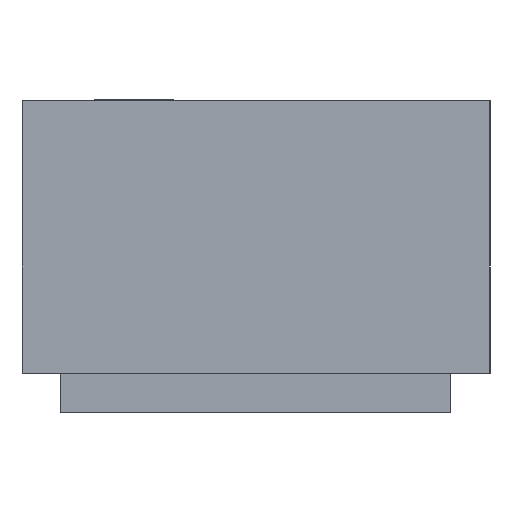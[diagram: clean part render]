
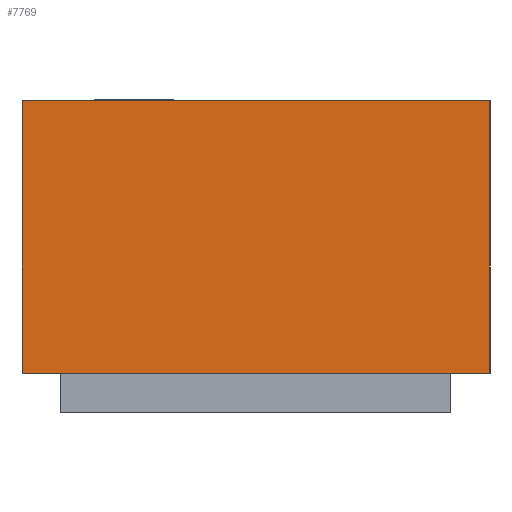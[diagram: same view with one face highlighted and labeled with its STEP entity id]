
A CAD part, left-side view. The second image highlights one B-rep face of the part: STEP entity #7769.
In plain terms, the highlighted planar face has unit normal (-1, 0, 0).
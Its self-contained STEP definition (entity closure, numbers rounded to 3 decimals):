
#396 = FACE_OUTER_BOUND ( 'NONE', #9939, .T. ) ;
#540 = DIRECTION ( 'NONE',  ( 1., 0., 0. ) ) ;
#834 = DIRECTION ( 'NONE',  ( 0., 0., -1. ) ) ;
#1072 = VECTOR ( 'NONE', #834, 1000. ) ;
#1104 = EDGE_CURVE ( 'NONE', #13066, #14383, #5112, .T. ) ;
#1865 = LINE ( 'NONE', #13260, #1072 ) ;
#2491 = DIRECTION ( 'NONE',  ( 0., -1., 0. ) ) ;
#2613 = DIRECTION ( 'NONE',  ( 0., 0., -1. ) ) ;
#3050 = EDGE_CURVE ( 'NONE', #9881, #6827, #1865, .T. ) ;
#3846 = CARTESIAN_POINT ( 'NONE',  ( -0.5, 0.3, 0. ) ) ;
#4014 = CARTESIAN_POINT ( 'NONE',  ( -0.5, -0.3, 0.35 ) ) ;
#4701 = EDGE_CURVE ( 'NONE', #14383, #6827, #8084, .T. ) ;
#5112 = LINE ( 'NONE', #11638, #5139 ) ;
#5139 = VECTOR ( 'NONE', #8466, 1000. ) ;
#5932 = CARTESIAN_POINT ( 'NONE',  ( -0.5, -0.3, 0. ) ) ;
#6258 = CARTESIAN_POINT ( 'NONE',  ( -0.5, 0.3, 0.35 ) ) ;
#6460 = ORIENTED_EDGE ( 'NONE', *, *, #4701, .T. ) ;
#6827 = VERTEX_POINT ( 'NONE', #5932 ) ;
#7163 = CARTESIAN_POINT ( 'NONE',  ( -0.5, -0.3, 0.35 ) ) ;
#7393 = LINE ( 'NONE', #4014, #8580 ) ;
#7769 = ADVANCED_FACE ( 'NONE', ( #396 ), #10328, .F. ) ;
#8084 = LINE ( 'NONE', #12566, #14356 ) ;
#8466 = DIRECTION ( 'NONE',  ( 0., 0., -1. ) ) ;
#8545 = DIRECTION ( 'NONE',  ( 0., -1., 0. ) ) ;
#8580 = VECTOR ( 'NONE', #8545, 1000. ) ;
#8777 = EDGE_CURVE ( 'NONE', #13066, #9881, #7393, .T. ) ;
#9228 = CARTESIAN_POINT ( 'NONE',  ( -0.5, -0.3, 0.35 ) ) ;
#9881 = VERTEX_POINT ( 'NONE', #7163 ) ;
#9939 = EDGE_LOOP ( 'NONE', ( #6460, #12156, #10425, #13215 ) ) ;
#10328 = PLANE ( 'NONE',  #13750 ) ;
#10425 = ORIENTED_EDGE ( 'NONE', *, *, #8777, .F. ) ;
#11638 = CARTESIAN_POINT ( 'NONE',  ( -0.5, 0.3, 0.35 ) ) ;
#12156 = ORIENTED_EDGE ( 'NONE', *, *, #3050, .F. ) ;
#12566 = CARTESIAN_POINT ( 'NONE',  ( -0.5, -0.3, 0. ) ) ;
#13066 = VERTEX_POINT ( 'NONE', #6258 ) ;
#13215 = ORIENTED_EDGE ( 'NONE', *, *, #1104, .T. ) ;
#13260 = CARTESIAN_POINT ( 'NONE',  ( -0.5, -0.3, 0.35 ) ) ;
#13750 = AXIS2_PLACEMENT_3D ( 'NONE', #9228, #540, #2613 ) ;
#14356 = VECTOR ( 'NONE', #2491, 1000. ) ;
#14383 = VERTEX_POINT ( 'NONE', #3846 ) ;
